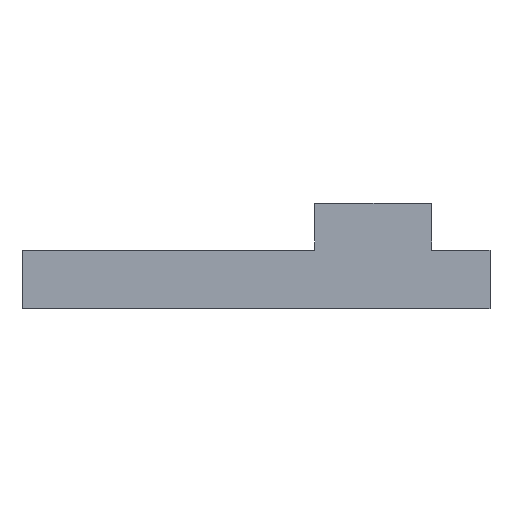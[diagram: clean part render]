
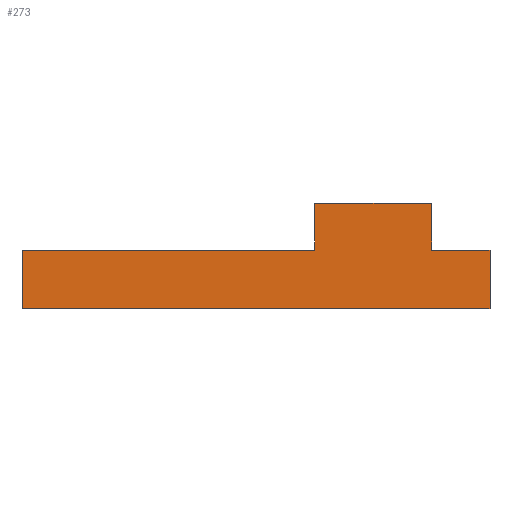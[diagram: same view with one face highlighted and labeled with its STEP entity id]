
A CAD part, left-side view. The second image highlights one B-rep face of the part: STEP entity #273.
In plain terms, the highlighted planar face has unit normal (-1, 0, 0).
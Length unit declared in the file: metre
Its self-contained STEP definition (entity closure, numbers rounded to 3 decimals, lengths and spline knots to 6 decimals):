
#4 = CARTESIAN_POINT ( 'NONE',  ( -0.5, -0.04, -0.01 ) ) ;
#19 = LINE ( 'NONE', #114, #47 ) ;
#23 = EDGE_CURVE ( 'NONE', #266, #204, #113, .T. ) ;
#24 = LINE ( 'NONE', #28, #277 ) ;
#25 = EDGE_LOOP ( 'NONE', ( #103, #248, #138, #254, #182, #361, #78, #320 ) ) ;
#27 = AXIS2_PLACEMENT_3D ( 'NONE', #4, #212, #37 ) ;
#28 = CARTESIAN_POINT ( 'NONE',  ( -0.5, -0.04, -0.01 ) ) ;
#35 = VECTOR ( 'NONE', #169, 1. ) ;
#37 = DIRECTION ( 'NONE',  ( 0., 0., 1. ) ) ;
#41 = LINE ( 'NONE', #60, #56 ) ;
#47 = VECTOR ( 'NONE', #175, 1. ) ;
#49 = CARTESIAN_POINT ( 'NONE',  ( -0.5, -0.03, 0.008 ) ) ;
#56 = VECTOR ( 'NONE', #239, 1. ) ;
#57 = EDGE_CURVE ( 'NONE', #241, #177, #109, .T. ) ;
#60 = CARTESIAN_POINT ( 'NONE',  ( -0.5, -0.04, 0. ) ) ;
#62 = CARTESIAN_POINT ( 'NONE',  ( -0.5, -0.01, 0.008 ) ) ;
#78 = ORIENTED_EDGE ( 'NONE', *, *, #186, .T. ) ;
#81 = CARTESIAN_POINT ( 'NONE',  ( -0.5, 0.04, -0.01 ) ) ;
#91 = CARTESIAN_POINT ( 'NONE',  ( -0.5, -0.04, -0.01 ) ) ;
#92 = EDGE_CURVE ( 'NONE', #228, #333, #346, .T. ) ;
#102 = VECTOR ( 'NONE', #255, 1. ) ;
#103 = ORIENTED_EDGE ( 'NONE', *, *, #211, .F. ) ;
#109 = LINE ( 'NONE', #81, #35 ) ;
#113 = LINE ( 'NONE', #49, #102 ) ;
#114 = CARTESIAN_POINT ( 'NONE',  ( -0.5, -0.04, 0. ) ) ;
#129 = CARTESIAN_POINT ( 'NONE',  ( -0.5, -0.04, -0.01 ) ) ;
#136 = VECTOR ( 'NONE', #172, 1. ) ;
#138 = ORIENTED_EDGE ( 'NONE', *, *, #161, .T. ) ;
#147 = CARTESIAN_POINT ( 'NONE',  ( -0.5, 0.04, -0.01 ) ) ;
#161 = EDGE_CURVE ( 'NONE', #241, #194, #24, .T. ) ;
#165 = DIRECTION ( 'NONE',  ( 0., 0., 1. ) ) ;
#169 = DIRECTION ( 'NONE',  ( 0., 0., 1. ) ) ;
#172 = DIRECTION ( 'NONE',  ( 0., 1., 0. ) ) ;
#173 = FACE_OUTER_BOUND ( 'NONE', #25, .T. ) ;
#175 = DIRECTION ( 'NONE',  ( 0., -1., 0. ) ) ;
#177 = VERTEX_POINT ( 'NONE', #264 ) ;
#179 = PLANE ( 'NONE',  #27 ) ;
#181 = EDGE_CURVE ( 'NONE', #266, #293, #19, .T. ) ;
#182 = ORIENTED_EDGE ( 'NONE', *, *, #181, .F. ) ;
#186 = EDGE_CURVE ( 'NONE', #204, #228, #253, .T. ) ;
#194 = VERTEX_POINT ( 'NONE', #91 ) ;
#201 = DIRECTION ( 'NONE',  ( 0., 0., -1. ) ) ;
#203 = VECTOR ( 'NONE', #201, 1. ) ;
#204 = VERTEX_POINT ( 'NONE', #295 ) ;
#211 = EDGE_CURVE ( 'NONE', #177, #333, #41, .T. ) ;
#212 = DIRECTION ( 'NONE',  ( -1., 0., 0. ) ) ;
#228 = VERTEX_POINT ( 'NONE', #62 ) ;
#232 = CARTESIAN_POINT ( 'NONE',  ( -0.5, -0.01, 0.008 ) ) ;
#239 = DIRECTION ( 'NONE',  ( 0., -1., 0. ) ) ;
#241 = VERTEX_POINT ( 'NONE', #147 ) ;
#245 = CARTESIAN_POINT ( 'NONE',  ( -0.5, -0.01, 0. ) ) ;
#248 = ORIENTED_EDGE ( 'NONE', *, *, #57, .F. ) ;
#253 = LINE ( 'NONE', #369, #136 ) ;
#254 = ORIENTED_EDGE ( 'NONE', *, *, #342, .T. ) ;
#255 = DIRECTION ( 'NONE',  ( 0., 0., 1. ) ) ;
#262 = DIRECTION ( 'NONE',  ( 0., -1., 0. ) ) ;
#264 = CARTESIAN_POINT ( 'NONE',  ( -0.5, 0.04, 0. ) ) ;
#266 = VERTEX_POINT ( 'NONE', #350 ) ;
#267 = CARTESIAN_POINT ( 'NONE',  ( -0.5, -0.04, 0. ) ) ;
#273 = ADVANCED_FACE ( 'NONE', ( #173 ), #179, .T. ) ;
#277 = VECTOR ( 'NONE', #262, 1. ) ;
#283 = LINE ( 'NONE', #129, #302 ) ;
#293 = VERTEX_POINT ( 'NONE', #267 ) ;
#295 = CARTESIAN_POINT ( 'NONE',  ( -0.5, -0.03, 0.008 ) ) ;
#302 = VECTOR ( 'NONE', #165, 1. ) ;
#320 = ORIENTED_EDGE ( 'NONE', *, *, #92, .T. ) ;
#333 = VERTEX_POINT ( 'NONE', #245 ) ;
#342 = EDGE_CURVE ( 'NONE', #194, #293, #283, .T. ) ;
#346 = LINE ( 'NONE', #232, #203 ) ;
#350 = CARTESIAN_POINT ( 'NONE',  ( -0.5, -0.03, 0. ) ) ;
#361 = ORIENTED_EDGE ( 'NONE', *, *, #23, .T. ) ;
#369 = CARTESIAN_POINT ( 'NONE',  ( -0.5, -0.03, 0.008 ) ) ;
